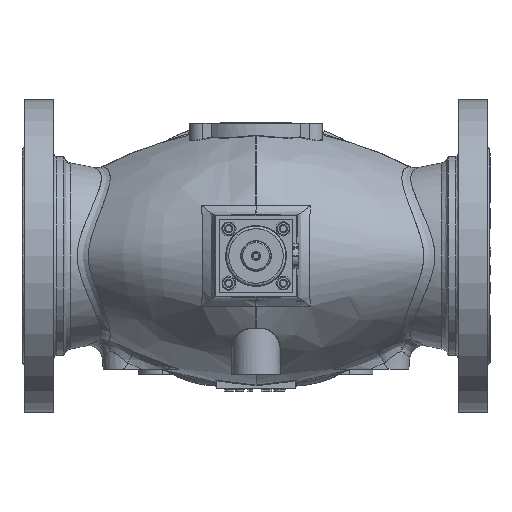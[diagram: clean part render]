
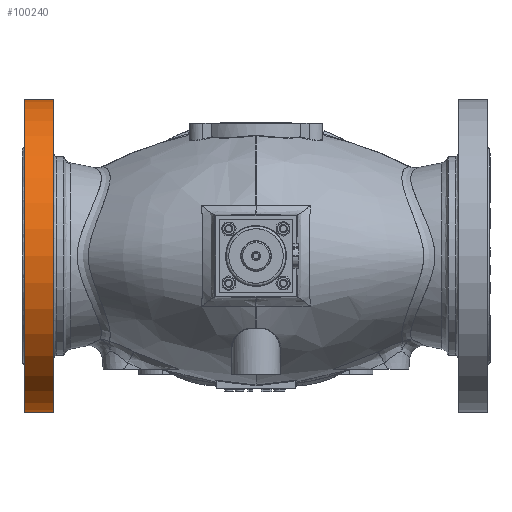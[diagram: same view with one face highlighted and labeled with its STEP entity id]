
A CAD part, front view. The second image highlights one B-rep face of the part: STEP entity #100240.
In plain terms, the highlighted cylindrical face has radius 117.5 mm (diameter 235 mm), a partial arc.
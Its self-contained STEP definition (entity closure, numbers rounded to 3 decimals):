
#7410 = AXIS2_PLACEMENT_3D ( 'NONE', #105948, #119120, #144236 ) ;
#26255 = VERTEX_POINT ( 'NONE', #101577 ) ;
#31308 = CARTESIAN_POINT ( 'NONE',  ( -152., 0., 117.5 ) ) ;
#37115 = AXIS2_PLACEMENT_3D ( 'NONE', #152036, #73243, #165278 ) ;
#41860 = CYLINDRICAL_SURFACE ( 'NONE', #7410, 117.5 ) ;
#51092 = EDGE_CURVE ( 'NONE', #150365, #127784, #139761, .T. ) ;
#51346 = CARTESIAN_POINT ( 'NONE',  ( -174., 0., 117.5 ) ) ;
#56991 = DIRECTION ( 'NONE',  ( -1., 0., 0. ) ) ;
#57376 = VECTOR ( 'NONE', #120207, 1000. ) ;
#62097 = AXIS2_PLACEMENT_3D ( 'NONE', #135842, #56991, #149071 ) ;
#73243 = DIRECTION ( 'NONE',  ( 1., 0., 0. ) ) ;
#75638 = CARTESIAN_POINT ( 'NONE',  ( -152., 0., -117.5 ) ) ;
#77038 = EDGE_LOOP ( 'NONE', ( #164410, #84071, #170570, #168922 ) ) ;
#81405 = EDGE_CURVE ( 'NONE', #26255, #137167, #123653, .T. ) ;
#84071 = ORIENTED_EDGE ( 'NONE', *, *, #152442, .T. ) ;
#84587 = VECTOR ( 'NONE', #111273, 1000. ) ;
#100240 = ADVANCED_FACE ( 'NONE', ( #112057 ), #41860, .T. ) ;
#101577 = CARTESIAN_POINT ( 'NONE',  ( -174., 0., -117.5 ) ) ;
#105948 = CARTESIAN_POINT ( 'NONE',  ( -140.5, 0., 0. ) ) ;
#111273 = DIRECTION ( 'NONE',  ( 1., 0., 0. ) ) ;
#112057 = FACE_OUTER_BOUND ( 'NONE', #77038, .T. ) ;
#112173 = CARTESIAN_POINT ( 'NONE',  ( -140.5, 0., -117.5 ) ) ;
#119120 = DIRECTION ( 'NONE',  ( -1., 0., 0. ) ) ;
#120207 = DIRECTION ( 'NONE',  ( -1., 0., 0. ) ) ;
#122804 = CARTESIAN_POINT ( 'NONE',  ( -140.5, 0., 117.5 ) ) ;
#123653 = LINE ( 'NONE', #112173, #84587 ) ;
#127784 = VERTEX_POINT ( 'NONE', #51346 ) ;
#131983 = CIRCLE ( 'NONE', #37115, 117.5 ) ;
#135842 = CARTESIAN_POINT ( 'NONE',  ( -152., 0., 0. ) ) ;
#137167 = VERTEX_POINT ( 'NONE', #75638 ) ;
#139761 = LINE ( 'NONE', #122804, #57376 ) ;
#140328 = CIRCLE ( 'NONE', #62097, 117.5 ) ;
#144236 = DIRECTION ( 'NONE',  ( 0., 0., 1. ) ) ;
#149071 = DIRECTION ( 'NONE',  ( 0., 0., 1. ) ) ;
#150365 = VERTEX_POINT ( 'NONE', #31308 ) ;
#152036 = CARTESIAN_POINT ( 'NONE',  ( -174., 0., 0. ) ) ;
#152442 = EDGE_CURVE ( 'NONE', #127784, #26255, #131983, .T. ) ;
#164410 = ORIENTED_EDGE ( 'NONE', *, *, #51092, .T. ) ;
#165278 = DIRECTION ( 'NONE',  ( 0., 0., 1. ) ) ;
#168698 = EDGE_CURVE ( 'NONE', #137167, #150365, #140328, .T. ) ;
#168922 = ORIENTED_EDGE ( 'NONE', *, *, #168698, .T. ) ;
#170570 = ORIENTED_EDGE ( 'NONE', *, *, #81405, .T. ) ;
